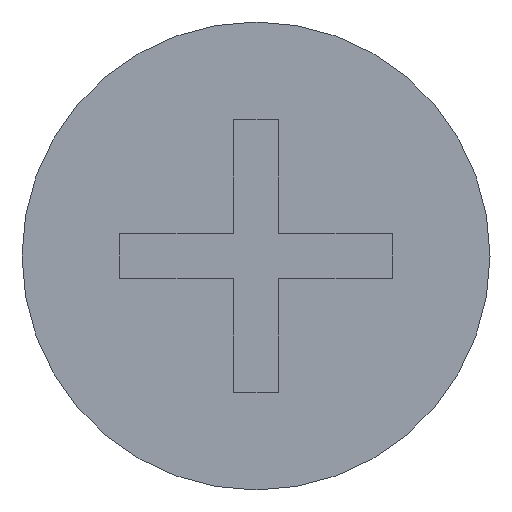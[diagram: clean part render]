
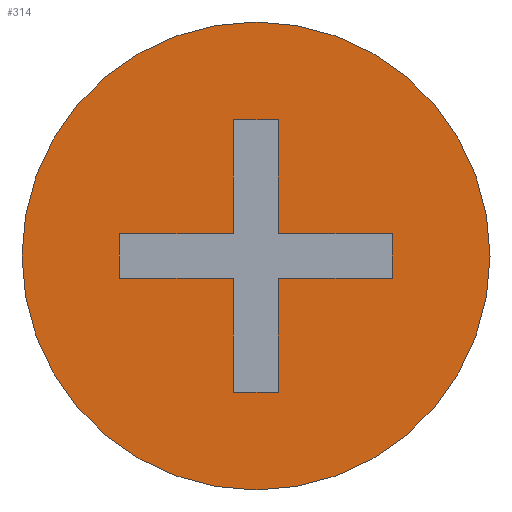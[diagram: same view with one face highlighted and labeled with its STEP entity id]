
A CAD part, left-side view. The second image highlights one B-rep face of the part: STEP entity #314.
In plain terms, the highlighted planar face has unit normal (-1, 0, 0).
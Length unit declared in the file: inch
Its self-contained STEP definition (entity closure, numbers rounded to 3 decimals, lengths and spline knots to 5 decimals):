
#19=FACE_BOUND('',#52,.T.);
#24=CIRCLE('',#342,0.156);
#32=FACE_OUTER_BOUND('',#51,.T.);
#51=EDGE_LOOP('',(#234));
#52=EDGE_LOOP('',(#235,#236,#237,#238,#239,#240,#241,#242,#243,#244,#245,
#246));
#85=LINE('',#478,#121);
#88=LINE('',#483,#124);
#89=LINE('',#488,#125);
#90=LINE('',#490,#126);
#91=LINE('',#492,#127);
#92=LINE('',#494,#128);
#93=LINE('',#496,#129);
#94=LINE('',#498,#130);
#95=LINE('',#500,#131);
#96=LINE('',#502,#132);
#97=LINE('',#504,#133);
#98=LINE('',#505,#134);
#121=VECTOR('',#381,0.076);
#124=VECTOR('',#386,0.076);
#125=VECTOR('',#391,0.03);
#126=VECTOR('',#392,0.076);
#127=VECTOR('',#393,0.076);
#128=VECTOR('',#394,0.03);
#129=VECTOR('',#395,0.076);
#130=VECTOR('',#396,0.076);
#131=VECTOR('',#397,0.03);
#132=VECTOR('',#398,0.076);
#133=VECTOR('',#399,0.076);
#134=VECTOR('',#400,0.03);
#156=VERTEX_POINT('',#475);
#157=VERTEX_POINT('',#477);
#158=VERTEX_POINT('',#481);
#159=VERTEX_POINT('',#485);
#160=VERTEX_POINT('',#487);
#161=VERTEX_POINT('',#489);
#162=VERTEX_POINT('',#491);
#163=VERTEX_POINT('',#493);
#164=VERTEX_POINT('',#495);
#165=VERTEX_POINT('',#497);
#166=VERTEX_POINT('',#499);
#167=VERTEX_POINT('',#501);
#168=VERTEX_POINT('',#503);
#186=EDGE_CURVE('',#156,#157,#85,.T.);
#189=EDGE_CURVE('',#158,#156,#88,.T.);
#190=EDGE_CURVE('',#159,#159,#24,.T.);
#191=EDGE_CURVE('',#160,#158,#89,.T.);
#192=EDGE_CURVE('',#161,#160,#90,.T.);
#193=EDGE_CURVE('',#162,#161,#91,.T.);
#194=EDGE_CURVE('',#163,#162,#92,.T.);
#195=EDGE_CURVE('',#164,#163,#93,.T.);
#196=EDGE_CURVE('',#165,#164,#94,.T.);
#197=EDGE_CURVE('',#166,#165,#95,.T.);
#198=EDGE_CURVE('',#167,#166,#96,.T.);
#199=EDGE_CURVE('',#168,#167,#97,.T.);
#200=EDGE_CURVE('',#157,#168,#98,.T.);
#234=ORIENTED_EDGE('',*,*,#190,.F.);
#235=ORIENTED_EDGE('',*,*,#189,.F.);
#236=ORIENTED_EDGE('',*,*,#191,.F.);
#237=ORIENTED_EDGE('',*,*,#192,.F.);
#238=ORIENTED_EDGE('',*,*,#193,.F.);
#239=ORIENTED_EDGE('',*,*,#194,.F.);
#240=ORIENTED_EDGE('',*,*,#195,.F.);
#241=ORIENTED_EDGE('',*,*,#196,.F.);
#242=ORIENTED_EDGE('',*,*,#197,.F.);
#243=ORIENTED_EDGE('',*,*,#198,.F.);
#244=ORIENTED_EDGE('',*,*,#199,.F.);
#245=ORIENTED_EDGE('',*,*,#200,.F.);
#246=ORIENTED_EDGE('',*,*,#186,.F.);
#299=PLANE('',#341);
#314=ADVANCED_FACE('',(#32,#19),#299,.T.);
#341=AXIS2_PLACEMENT_3D('',#484,#387,#388);
#342=AXIS2_PLACEMENT_3D('',#486,#389,#390);
#381=DIRECTION('',(0.,1.,0.));
#386=DIRECTION('',(0.,0.,-1.));
#387=DIRECTION('center_axis',(-1.,0.,0.));
#388=DIRECTION('ref_axis',(0.,1.,0.));
#389=DIRECTION('center_axis',(1.,0.,0.));
#390=DIRECTION('ref_axis',(0.,0.,1.));
#391=DIRECTION('',(0.,1.,0.));
#392=DIRECTION('',(0.,0.,1.));
#393=DIRECTION('',(0.,1.,0.));
#394=DIRECTION('',(0.,0.,1.));
#395=DIRECTION('',(0.,-1.,0.));
#396=DIRECTION('',(0.,0.,1.));
#397=DIRECTION('',(0.,-1.,0.));
#398=DIRECTION('',(0.,0.,-1.));
#399=DIRECTION('',(0.,-1.,0.));
#400=DIRECTION('',(0.,0.,-1.));
#475=CARTESIAN_POINT('',(-0.1,0.015,0.015));
#477=CARTESIAN_POINT('',(-0.1,0.091,0.015));
#478=CARTESIAN_POINT('',(-0.1,0.015,0.015));
#481=CARTESIAN_POINT('',(-0.1,0.015,0.091));
#483=CARTESIAN_POINT('',(-0.1,0.015,0.091));
#484=CARTESIAN_POINT('Origin',(-0.1,0.,0.078));
#485=CARTESIAN_POINT('',(-0.1,0.,-0.156));
#486=CARTESIAN_POINT('Origin',(-0.1,0.,0.));
#487=CARTESIAN_POINT('',(-0.1,-0.015,0.091));
#488=CARTESIAN_POINT('',(-0.1,-0.015,0.091));
#489=CARTESIAN_POINT('',(-0.1,-0.015,0.015));
#490=CARTESIAN_POINT('',(-0.1,-0.015,0.015));
#491=CARTESIAN_POINT('',(-0.1,-0.091,0.015));
#492=CARTESIAN_POINT('',(-0.1,-0.091,0.015));
#493=CARTESIAN_POINT('',(-0.1,-0.091,-0.015));
#494=CARTESIAN_POINT('',(-0.1,-0.091,-0.015));
#495=CARTESIAN_POINT('',(-0.1,-0.015,-0.015));
#496=CARTESIAN_POINT('',(-0.1,-0.015,-0.015));
#497=CARTESIAN_POINT('',(-0.1,-0.015,-0.091));
#498=CARTESIAN_POINT('',(-0.1,-0.015,-0.091));
#499=CARTESIAN_POINT('',(-0.1,0.015,-0.091));
#500=CARTESIAN_POINT('',(-0.1,0.015,-0.091));
#501=CARTESIAN_POINT('',(-0.1,0.015,-0.015));
#502=CARTESIAN_POINT('',(-0.1,0.015,-0.015));
#503=CARTESIAN_POINT('',(-0.1,0.091,-0.015));
#504=CARTESIAN_POINT('',(-0.1,0.091,-0.015));
#505=CARTESIAN_POINT('',(-0.1,0.091,0.015));
